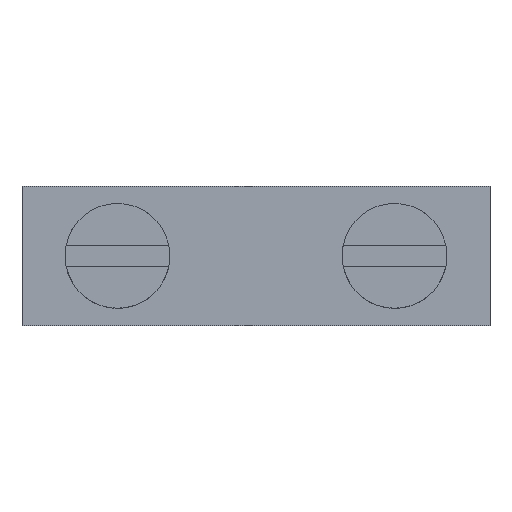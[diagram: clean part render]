
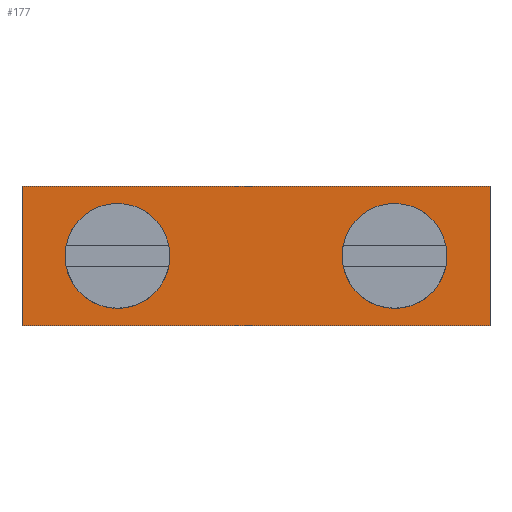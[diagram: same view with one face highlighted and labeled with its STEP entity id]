
A CAD part, top view. The second image highlights one B-rep face of the part: STEP entity #177.
In plain terms, the highlighted planar face has unit normal (0, 0, 1).
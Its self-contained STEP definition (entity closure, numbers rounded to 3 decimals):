
#39=LINE('',#824,#67);
#44=LINE('',#836,#72);
#48=LINE('',#843,#76);
#50=LINE('',#854,#78);
#67=VECTOR('',#663,1.);
#72=VECTOR('',#670,1.);
#76=VECTOR('',#676,1.);
#78=VECTOR('',#690,1.);
#148=PLANE('',#594);
#177=ADVANCED_FACE('',(#231,#232,#233),#148,.T.);
#231=FACE_BOUND('',#280,.T.);
#232=FACE_BOUND('',#281,.T.);
#233=FACE_BOUND('',#282,.T.);
#280=EDGE_LOOP('',(#354,#355,#356,#357));
#281=EDGE_LOOP('',(#358));
#282=EDGE_LOOP('',(#359));
#354=ORIENTED_EDGE('',*,*,#506,.F.);
#355=ORIENTED_EDGE('',*,*,#501,.T.);
#356=ORIENTED_EDGE('',*,*,#492,.T.);
#357=ORIENTED_EDGE('',*,*,#497,.T.);
#358=ORIENTED_EDGE('',*,*,#507,.F.);
#359=ORIENTED_EDGE('',*,*,#503,.F.);
#446=VERTEX_POINT('',#825);
#447=VERTEX_POINT('',#826);
#450=VERTEX_POINT('',#834);
#452=VERTEX_POINT('',#840);
#455=VERTEX_POINT('',#848);
#457=VERTEX_POINT('',#856);
#492=EDGE_CURVE('',#446,#447,#39,.T.);
#497=EDGE_CURVE('',#447,#450,#44,.T.);
#501=EDGE_CURVE('',#452,#446,#48,.T.);
#503=EDGE_CURVE('',#455,#455,#551,.T.);
#506=EDGE_CURVE('',#452,#450,#50,.T.);
#507=EDGE_CURVE('',#457,#457,#553,.T.);
#551=CIRCLE('',#589,1.7);
#553=CIRCLE('',#593,1.7);
#589=AXIS2_PLACEMENT_3D('',#847,#681,#682);
#593=AXIS2_PLACEMENT_3D('',#855,#691,#692);
#594=AXIS2_PLACEMENT_3D('',#857,#693,#694);
#663=DIRECTION('',(0.,-1.,0.));
#670=DIRECTION('',(1.,0.,0.));
#676=DIRECTION('',(-1.,0.,0.));
#681=DIRECTION('',(0.,0.,1.));
#682=DIRECTION('',(1.,0.,0.));
#690=DIRECTION('',(0.,-1.,0.));
#691=DIRECTION('',(0.,0.,1.));
#692=DIRECTION('',(1.,0.,0.));
#693=DIRECTION('',(0.,0.,1.));
#694=DIRECTION('',(-1.,0.,0.));
#824=CARTESIAN_POINT('',(-5.025,3.,0.));
#825=CARTESIAN_POINT('',(-5.025,3.,0.));
#826=CARTESIAN_POINT('',(-5.025,-3.,0.));
#834=CARTESIAN_POINT('',(15.075,-3.,0.));
#836=CARTESIAN_POINT('',(-5.025,-3.,0.));
#840=CARTESIAN_POINT('',(15.075,3.,0.));
#843=CARTESIAN_POINT('',(5.025,3.,0.));
#847=CARTESIAN_POINT('',(-0.925,0.,0.));
#848=CARTESIAN_POINT('',(0.775,0.,0.));
#854=CARTESIAN_POINT('',(15.075,0.,0.));
#855=CARTESIAN_POINT('',(10.975,0.,0.));
#856=CARTESIAN_POINT('',(12.675,0.,0.));
#857=CARTESIAN_POINT('',(-0.925,0.,0.));
